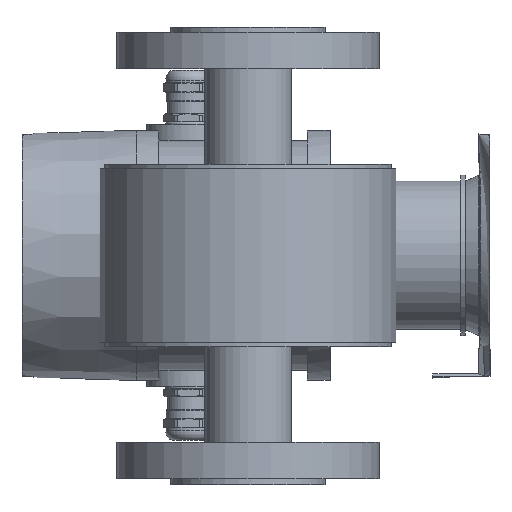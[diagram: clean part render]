
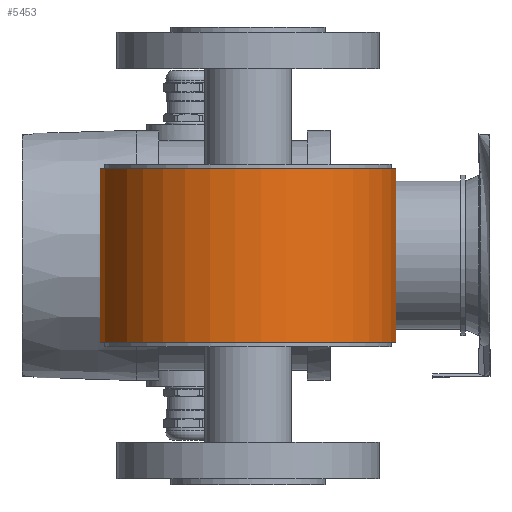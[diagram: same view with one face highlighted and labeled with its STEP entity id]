
A CAD part, front view. The second image highlights one B-rep face of the part: STEP entity #5453.
In plain terms, the highlighted cylindrical face has radius 65 mm (diameter 130 mm), a partial arc.
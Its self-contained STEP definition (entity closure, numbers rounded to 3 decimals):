
#264=CYLINDRICAL_SURFACE('',#6059,65.);
#550=LINE('',#9645,#836);
#551=LINE('',#9648,#837);
#836=VECTOR('',#7479,10.);
#837=VECTOR('',#7482,10.);
#1409=FACE_OUTER_BOUND('',#1756,.T.);
#1756=EDGE_LOOP('',(#4653,#4654,#4655,#4656));
#2074=CIRCLE('',#6055,65.);
#2077=CIRCLE('',#6060,65.);
#2534=VERTEX_POINT('',#9636);
#2535=VERTEX_POINT('',#9637);
#2536=VERTEX_POINT('',#9644);
#2537=VERTEX_POINT('',#9646);
#3251=EDGE_CURVE('',#2535,#2534,#2074,.T.);
#3254=EDGE_CURVE('',#2536,#2535,#550,.T.);
#3255=EDGE_CURVE('',#2537,#2536,#2077,.T.);
#3256=EDGE_CURVE('',#2534,#2537,#551,.T.);
#4653=ORIENTED_EDGE('',*,*,#3254,.F.);
#4654=ORIENTED_EDGE('',*,*,#3255,.F.);
#4655=ORIENTED_EDGE('',*,*,#3256,.F.);
#4656=ORIENTED_EDGE('',*,*,#3251,.F.);
#5453=ADVANCED_FACE('',(#1409),#264,.T.);
#6055=AXIS2_PLACEMENT_3D('',#9639,#7469,#7470);
#6059=AXIS2_PLACEMENT_3D('',#9643,#7477,#7478);
#6060=AXIS2_PLACEMENT_3D('',#9647,#7480,#7481);
#7469=DIRECTION('center_axis',(0.,0.,-1.));
#7470=DIRECTION('ref_axis',(-0.579,0.815,0.));
#7477=DIRECTION('center_axis',(0.,0.,1.));
#7478=DIRECTION('ref_axis',(0.,-1.,0.));
#7479=DIRECTION('',(0.,0.,-1.));
#7480=DIRECTION('center_axis',(0.,0.,1.));
#7481=DIRECTION('ref_axis',(-0.579,0.815,0.));
#7482=DIRECTION('',(0.,0.,1.));
#9636=CARTESIAN_POINT('',(-55.593,56.971,-38.));
#9637=CARTESIAN_POINT('',(19.667,56.971,-38.));
#9639=CARTESIAN_POINT('Origin',(-17.963,3.971,-38.));
#9643=CARTESIAN_POINT('Origin',(-17.963,3.971,0.));
#9644=CARTESIAN_POINT('',(19.667,56.971,38.));
#9645=CARTESIAN_POINT('',(19.667,56.971,0.));
#9646=CARTESIAN_POINT('',(-55.593,56.971,38.));
#9647=CARTESIAN_POINT('Origin',(-17.963,3.971,38.));
#9648=CARTESIAN_POINT('',(-55.593,56.971,0.));
